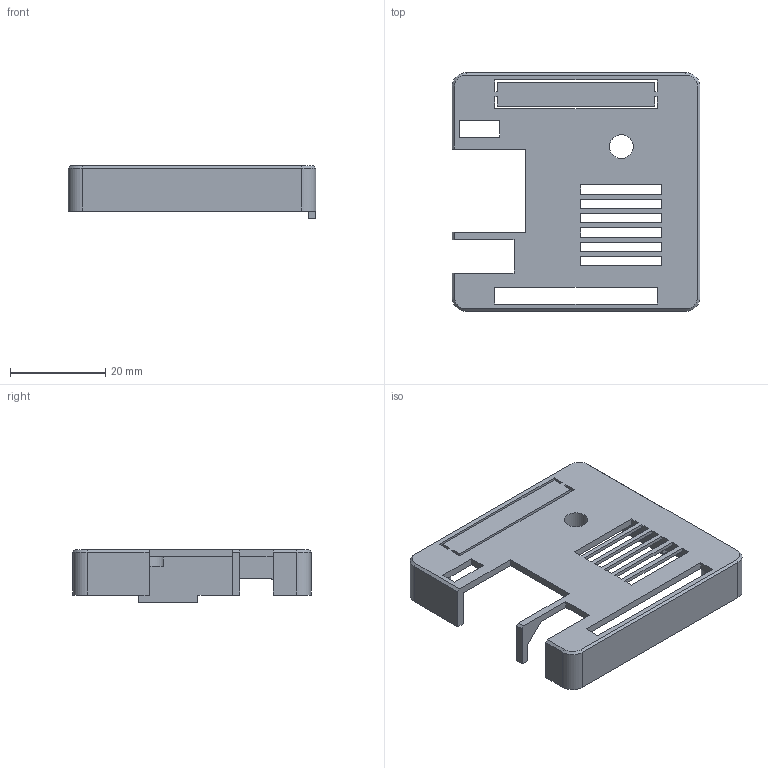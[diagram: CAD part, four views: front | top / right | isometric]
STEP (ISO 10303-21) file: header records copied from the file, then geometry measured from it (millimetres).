
FILE_DESCRIPTION(('FreeCAD Model'),'2;1');
FILE_NAME('orange-pi-zero-case-top.step','2016-12-21T17:27:52',('Author'),(''), 'Open CASCADE STEP processor 6.9','FreeCAD','Unknown');
FILE_SCHEMA(('AUTOMOTIVE_DESIGN_CC2 { 1 2 10303 214 -1 1 5 4 }'));
Length unit declared in the file: millimetre
Products named in the file (2): ASSEMBLY; orange-pi-zero-top-case
Assembly tree (1 placements, depth 2):
  ASSEMBLY
    orange-pi-zero-top-case
Bounding box: 52 x 50 x 11 mm (x, y, z)
Volume: 5190.9 mm3; surface area: 8185.9 mm2
Topology: 1 solids, 1 shells, 109 faces, 313 edges, 206 vertices
Faces by surface type: plane 85, cylinder 20, cone 4
Full cylindrical faces by diameter (mm): 2.5 x4, 5 x1, 5.5 x4, 7 x1
Entity records: 8352 total; most frequent: CARTESIAN_POINT 1463, DIRECTION 1068, LINE 732, VECTOR 732, ORIENTED_EDGE 626, PCURVE 626, DEFINITIONAL_REPRESENTATION 626, EDGE_CURVE 313
